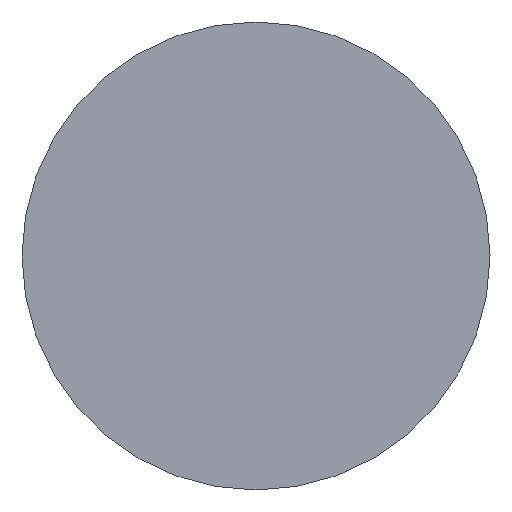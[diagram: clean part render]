
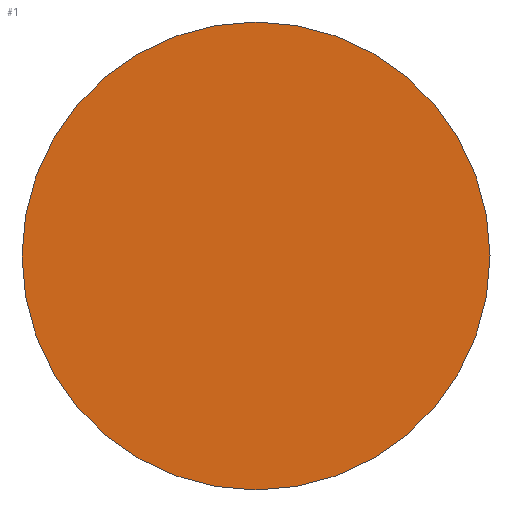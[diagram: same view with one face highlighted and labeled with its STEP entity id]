
A CAD part, front view. The second image highlights one B-rep face of the part: STEP entity #1.
In plain terms, the highlighted planar face has unit normal (0, -1, 0).
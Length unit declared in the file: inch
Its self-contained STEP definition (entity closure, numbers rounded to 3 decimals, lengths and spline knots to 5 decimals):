
#1 = ADVANCED_FACE ( 'NONE', ( #103 ), #26, .T. ) ;
#26 = PLANE ( 'NONE',  #203 ) ;
#45 = ORIENTED_EDGE ( 'NONE', *, *, #193, .T. ) ;
#59 = DIRECTION ( 'NONE',  ( 0., -1., 0. ) ) ;
#61 = CARTESIAN_POINT ( 'NONE',  ( 0., 0., 0. ) ) ;
#103 = FACE_OUTER_BOUND ( 'NONE', #201, .T. ) ;
#180 = VERTEX_POINT ( 'NONE', #342 ) ;
#182 = CARTESIAN_POINT ( 'NONE',  ( 0., 0., 0. ) ) ;
#184 = DIRECTION ( 'NONE',  ( 0., -1., 0. ) ) ;
#192 = DIRECTION ( 'NONE',  ( 0., -1., 0. ) ) ;
#193 = EDGE_CURVE ( 'NONE', #446, #180, #244, .T. ) ;
#201 = EDGE_LOOP ( 'NONE', ( #210, #45 ) ) ;
#203 = AXIS2_PLACEMENT_3D ( 'NONE', #360, #192, #326 ) ;
#210 = ORIENTED_EDGE ( 'NONE', *, *, #257, .T. ) ;
#244 = CIRCLE ( 'NONE', #351, 0.125 ) ;
#255 = DIRECTION ( 'NONE',  ( 0., 0., -1. ) ) ;
#257 = EDGE_CURVE ( 'NONE', #180, #446, #278, .T. ) ;
#278 = CIRCLE ( 'NONE', #316, 0.125 ) ;
#316 = AXIS2_PLACEMENT_3D ( 'NONE', #182, #59, #255 ) ;
#326 = DIRECTION ( 'NONE',  ( 0., 0., -1. ) ) ;
#342 = CARTESIAN_POINT ( 'NONE',  ( 0., 0., -0.125 ) ) ;
#349 = DIRECTION ( 'NONE',  ( 0., 0., -1. ) ) ;
#351 = AXIS2_PLACEMENT_3D ( 'NONE', #61, #184, #349 ) ;
#360 = CARTESIAN_POINT ( 'NONE',  ( 0., 0., 0. ) ) ;
#446 = VERTEX_POINT ( 'NONE', #457 ) ;
#457 = CARTESIAN_POINT ( 'NONE',  ( 0., 0., 0.125 ) ) ;
